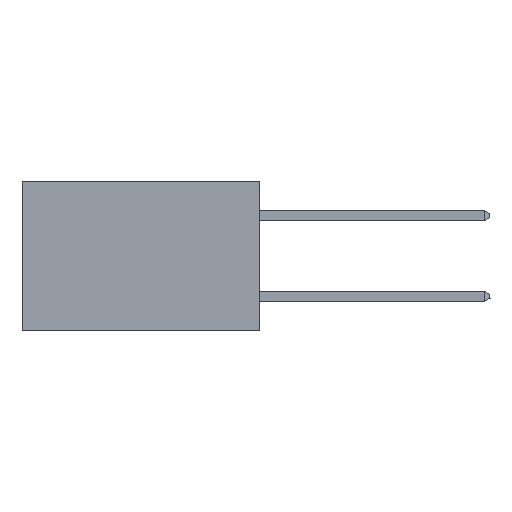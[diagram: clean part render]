
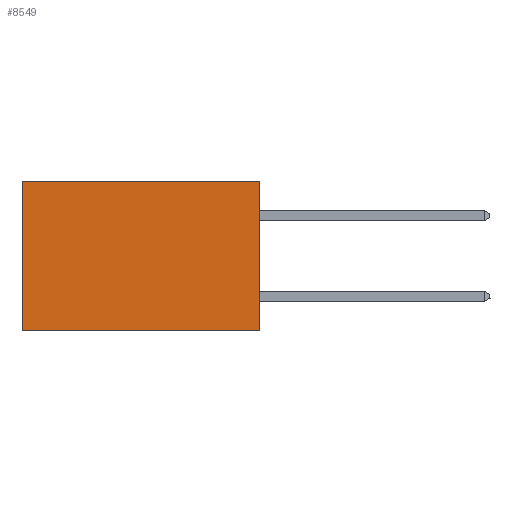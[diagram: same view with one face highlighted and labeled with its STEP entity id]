
A CAD part, left-side view. The second image highlights one B-rep face of the part: STEP entity #8549.
In plain terms, the highlighted planar face has unit normal (-1, 0, 0).
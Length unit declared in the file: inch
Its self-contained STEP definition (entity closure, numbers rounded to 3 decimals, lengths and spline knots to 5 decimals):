
#503 = CARTESIAN_POINT ( 'NONE',  ( 0.277, 0., -0.37 ) ) ;
#510 = DIRECTION ( 'NONE',  ( 0., 1., 0. ) ) ;
#710 = VECTOR ( 'NONE', #13994, 39.37008 ) ;
#1153 = ORIENTED_EDGE ( 'NONE', *, *, #7619, .F. ) ;
#3020 = DIRECTION ( 'NONE',  ( 0., 0., -1. ) ) ;
#3036 = ORIENTED_EDGE ( 'NONE', *, *, #8936, .F. ) ;
#3057 = DIRECTION ( 'NONE',  ( 1., 0., 0. ) ) ;
#3100 = CARTESIAN_POINT ( 'NONE',  ( 0.277, 0., -0.37 ) ) ;
#3116 = PLANE ( 'NONE',  #10584 ) ;
#3393 = CARTESIAN_POINT ( 'NONE',  ( 0.277, 0.59, 0. ) ) ;
#4558 = VERTEX_POINT ( 'NONE', #3393 ) ;
#5071 = CARTESIAN_POINT ( 'NONE',  ( 0.277, 0., -0.37 ) ) ;
#5161 = EDGE_CURVE ( 'NONE', #4558, #8286, #11716, .T. ) ;
#5308 = CARTESIAN_POINT ( 'NONE',  ( 0.277, 0., 0. ) ) ;
#5639 = FACE_OUTER_BOUND ( 'NONE', #13246, .T. ) ;
#5642 = CARTESIAN_POINT ( 'NONE',  ( 0.277, 0., 0. ) ) ;
#5729 = CARTESIAN_POINT ( 'NONE',  ( 0.277, 0.59, -0.37 ) ) ;
#7059 = LINE ( 'NONE', #5642, #710 ) ;
#7526 = VECTOR ( 'NONE', #12326, 39.37008 ) ;
#7619 = EDGE_CURVE ( 'NONE', #8352, #10364, #11113, .T. ) ;
#8140 = ORIENTED_EDGE ( 'NONE', *, *, #11380, .T. ) ;
#8286 = VERTEX_POINT ( 'NONE', #5729 ) ;
#8352 = VERTEX_POINT ( 'NONE', #5308 ) ;
#8549 = ADVANCED_FACE ( 'NONE', ( #5639 ), #3116, .F. ) ;
#8839 = VECTOR ( 'NONE', #510, 39.37008 ) ;
#8936 = EDGE_CURVE ( 'NONE', #10364, #8286, #15105, .T. ) ;
#10364 = VERTEX_POINT ( 'NONE', #5071 ) ;
#10432 = ORIENTED_EDGE ( 'NONE', *, *, #5161, .T. ) ;
#10584 = AXIS2_PLACEMENT_3D ( 'NONE', #3100, #3057, #3020 ) ;
#10635 = CARTESIAN_POINT ( 'NONE',  ( 0.277, 0.59, -0.37 ) ) ;
#11113 = LINE ( 'NONE', #12293, #7526 ) ;
#11213 = DIRECTION ( 'NONE',  ( 0., 0., -1. ) ) ;
#11380 = EDGE_CURVE ( 'NONE', #8352, #4558, #7059, .T. ) ;
#11716 = LINE ( 'NONE', #10635, #13542 ) ;
#12293 = CARTESIAN_POINT ( 'NONE',  ( 0.277, 0., -0.37 ) ) ;
#12326 = DIRECTION ( 'NONE',  ( 0., 0., -1. ) ) ;
#13246 = EDGE_LOOP ( 'NONE', ( #10432, #3036, #1153, #8140 ) ) ;
#13542 = VECTOR ( 'NONE', #11213, 39.37008 ) ;
#13994 = DIRECTION ( 'NONE',  ( 0., 1., 0. ) ) ;
#15105 = LINE ( 'NONE', #503, #8839 ) ;
